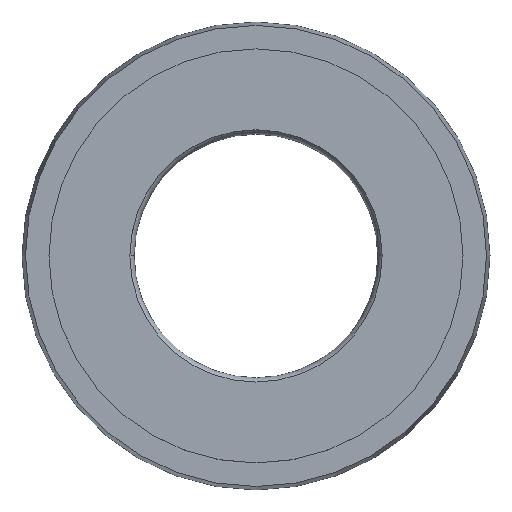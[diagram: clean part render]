
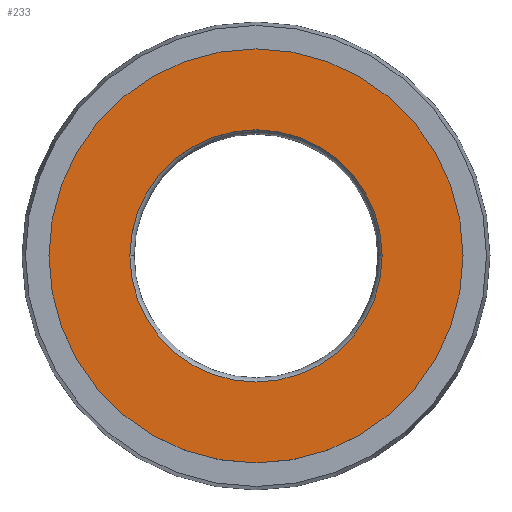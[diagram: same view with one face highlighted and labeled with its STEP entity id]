
A CAD part, top view. The second image highlights one B-rep face of the part: STEP entity #233.
In plain terms, the highlighted planar face has unit normal (0, 0, 1).
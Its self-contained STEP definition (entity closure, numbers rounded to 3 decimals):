
#11 = EDGE_CURVE ( 'NONE', #334, #537, #549, .T. ) ;
#57 = DIRECTION ( 'NONE',  ( 1., 0., 0. ) ) ;
#64 = DIRECTION ( 'NONE',  ( 0., 0., 1. ) ) ;
#65 = VERTEX_POINT ( 'NONE', #199 ) ;
#70 = CARTESIAN_POINT ( 'NONE',  ( 7.25, 0., 0. ) ) ;
#78 = DIRECTION ( 'NONE',  ( 0., 0., 1. ) ) ;
#85 = CIRCLE ( 'NONE', #117, 7.25 ) ;
#110 = DIRECTION ( 'NONE',  ( 0., 0., -1. ) ) ;
#117 = AXIS2_PLACEMENT_3D ( 'NONE', #623, #78, #471 ) ;
#161 = EDGE_CURVE ( 'NONE', #537, #334, #272, .T. ) ;
#183 = CARTESIAN_POINT ( 'NONE',  ( 11.9, 0., 0. ) ) ;
#184 = AXIS2_PLACEMENT_3D ( 'NONE', #604, #443, #399 ) ;
#186 = FACE_BOUND ( 'NONE', #280, .T. ) ;
#199 = CARTESIAN_POINT ( 'NONE',  ( -7.25, 0., 0. ) ) ;
#205 = DIRECTION ( 'NONE',  ( 1., 0., 0. ) ) ;
#229 = VERTEX_POINT ( 'NONE', #70 ) ;
#233 = ADVANCED_FACE ( 'NONE', ( #186, #590 ), #508, .F. ) ;
#258 = ORIENTED_EDGE ( 'NONE', *, *, #565, .F. ) ;
#272 = CIRCLE ( 'NONE', #353, 11.9 ) ;
#280 = EDGE_LOOP ( 'NONE', ( #404, #258 ) ) ;
#302 = CARTESIAN_POINT ( 'NONE',  ( 0., 0., 0. ) ) ;
#305 = CARTESIAN_POINT ( 'NONE',  ( 0., 0., 0. ) ) ;
#334 = VERTEX_POINT ( 'NONE', #420 ) ;
#340 = EDGE_CURVE ( 'NONE', #229, #65, #85, .T. ) ;
#353 = AXIS2_PLACEMENT_3D ( 'NONE', #305, #359, #205 ) ;
#359 = DIRECTION ( 'NONE',  ( 0., 0., 1. ) ) ;
#399 = DIRECTION ( 'NONE',  ( 1., 0., 0. ) ) ;
#401 = CIRCLE ( 'NONE', #430, 7.25 ) ;
#404 = ORIENTED_EDGE ( 'NONE', *, *, #340, .F. ) ;
#420 = CARTESIAN_POINT ( 'NONE',  ( -11.9, 0., 0. ) ) ;
#425 = ORIENTED_EDGE ( 'NONE', *, *, #11, .T. ) ;
#430 = AXIS2_PLACEMENT_3D ( 'NONE', #609, #64, #57 ) ;
#441 = ORIENTED_EDGE ( 'NONE', *, *, #161, .T. ) ;
#443 = DIRECTION ( 'NONE',  ( 0., 0., 1. ) ) ;
#471 = DIRECTION ( 'NONE',  ( 1., 0., 0. ) ) ;
#475 = AXIS2_PLACEMENT_3D ( 'NONE', #302, #110, #618 ) ;
#508 = PLANE ( 'NONE',  #475 ) ;
#537 = VERTEX_POINT ( 'NONE', #183 ) ;
#549 = CIRCLE ( 'NONE', #184, 11.9 ) ;
#565 = EDGE_CURVE ( 'NONE', #65, #229, #401, .T. ) ;
#590 = FACE_OUTER_BOUND ( 'NONE', #600, .T. ) ;
#600 = EDGE_LOOP ( 'NONE', ( #441, #425 ) ) ;
#604 = CARTESIAN_POINT ( 'NONE',  ( 0., 0., 0. ) ) ;
#609 = CARTESIAN_POINT ( 'NONE',  ( 0., 0., 0. ) ) ;
#618 = DIRECTION ( 'NONE',  ( -1., 0., 0. ) ) ;
#623 = CARTESIAN_POINT ( 'NONE',  ( 0., 0., 0. ) ) ;
